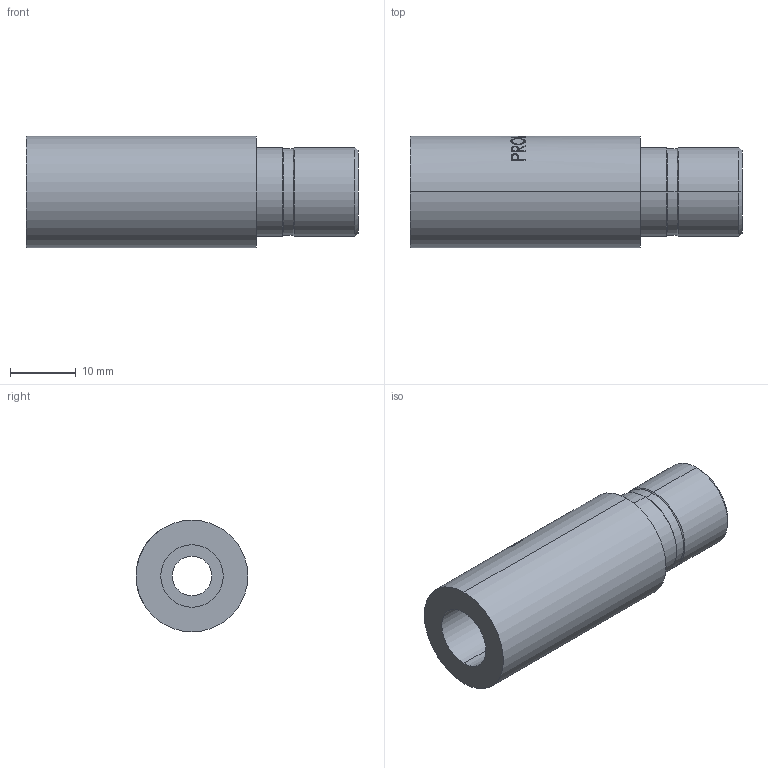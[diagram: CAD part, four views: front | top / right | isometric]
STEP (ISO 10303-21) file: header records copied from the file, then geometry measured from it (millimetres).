
FILE_DESCRIPTION (( 'STEP AP203' ), '1' );
FILE_NAME ('39a8.STEP', '2022-09-11T15:50:08', ( '' ), ( '' ), 'SwSTEP 2.0', 'SolidWorks 2019', '' );
FILE_SCHEMA (( 'CONFIG_CONTROL_DESIGN' ));
Length unit declared in the file: millimetre
Products named in the file (1): 39a8
Bounding box: 50.5 x 17 x 17 mm (x, y, z)
Volume: 8291.8 mm3; surface area: 3994.1 mm2
Topology: 1 solids, 1 shells, 105 faces, 266 edges, 174 vertices
Faces by surface type: bspline 42, plane 36, cylinder 21, cone 6
Entity records: 6841 total; most frequent: CARTESIAN_POINT 4558, ORIENTED_EDGE 532, DIRECTION 324, EDGE_CURVE 266, VERTEX_POINT 174, B_SPLINE_CURVE_WITH_KNOTS 136, AXIS2_PLACEMENT_3D 130, EDGE_LOOP 118
